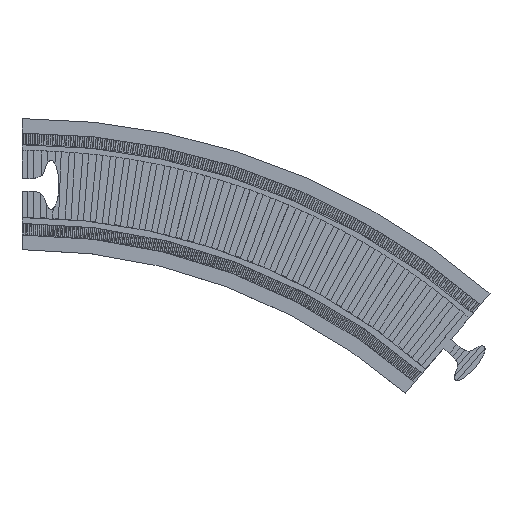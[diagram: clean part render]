
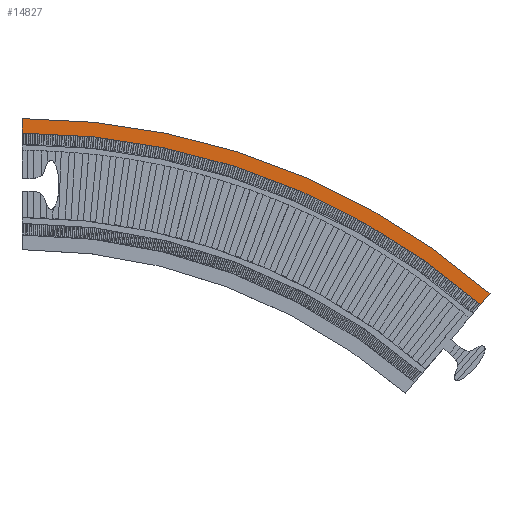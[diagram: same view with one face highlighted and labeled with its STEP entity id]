
A CAD part, top view. The second image highlights one B-rep face of the part: STEP entity #14827.
In plain terms, the highlighted planar face has unit normal (0, 0, 1).
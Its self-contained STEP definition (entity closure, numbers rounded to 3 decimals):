
#61=CIRCLE('',#15548,240.);
#62=CIRCLE('',#15549,245.);
#821=FACE_OUTER_BOUND('',#1525,.T.);
#1525=EDGE_LOOP('',(#9603,#9604,#9605,#9606));
#2968=LINE('',#19980,#4166);
#2978=LINE('',#20008,#4176);
#4166=VECTOR('',#16493,10.);
#4176=VECTOR('',#16519,10.);
#5382=VERTEX_POINT('',#19977);
#5383=VERTEX_POINT('',#19979);
#5392=VERTEX_POINT('',#20004);
#5393=VERTEX_POINT('',#20006);
#7128=EDGE_CURVE('',#5383,#5382,#2968,.T.);
#7141=EDGE_CURVE('',#5392,#5383,#61,.T.);
#7142=EDGE_CURVE('',#5382,#5393,#62,.T.);
#7143=EDGE_CURVE('',#5393,#5392,#2978,.T.);
#9603=ORIENTED_EDGE('',*,*,#7141,.T.);
#9604=ORIENTED_EDGE('',*,*,#7128,.T.);
#9605=ORIENTED_EDGE('',*,*,#7142,.T.);
#9606=ORIENTED_EDGE('',*,*,#7143,.T.);
#14386=PLANE('',#15547);
#14827=ADVANCED_FACE('',(#821),#14386,.T.);
#15547=AXIS2_PLACEMENT_3D('',#20003,#16513,#16514);
#15548=AXIS2_PLACEMENT_3D('',#20005,#16515,#16516);
#15549=AXIS2_PLACEMENT_3D('',#20007,#16517,#16518);
#16493=DIRECTION('',(0.648,0.762,0.));
#16513=DIRECTION('center_axis',(0.,0.,1.));
#16514=DIRECTION('ref_axis',(1.,0.,0.));
#16515=DIRECTION('center_axis',(0.,0.,-1.));
#16516=DIRECTION('ref_axis',(-1.,0.,0.));
#16517=DIRECTION('center_axis',(0.,0.,1.));
#16518=DIRECTION('ref_axis',(1.,0.,0.));
#16519=DIRECTION('',(0.,-1.,0.));
#19977=CARTESIAN_POINT('',(90.718,-70.082,29.));
#19979=CARTESIAN_POINT('',(87.478,-73.89,29.));
#19980=CARTESIAN_POINT('',(90.718,-70.082,29.));
#20003=CARTESIAN_POINT('Origin',(10.359,-57.179,29.));
#20004=CARTESIAN_POINT('',(-70.,-15.,29.));
#20005=CARTESIAN_POINT('Origin',(-70.,-255.,29.));
#20006=CARTESIAN_POINT('',(-70.,-10.,29.));
#20007=CARTESIAN_POINT('Origin',(-70.,-255.,29.));
#20008=CARTESIAN_POINT('',(-70.,-10.,29.));
